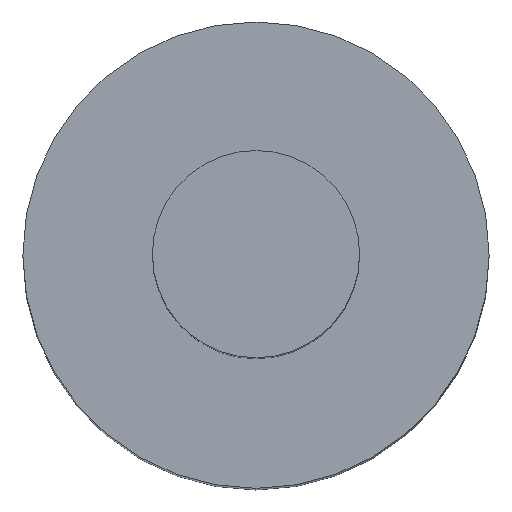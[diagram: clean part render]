
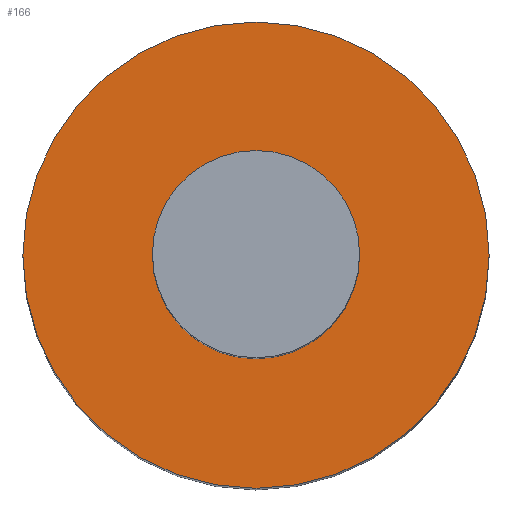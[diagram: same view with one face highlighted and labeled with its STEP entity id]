
A CAD part, top view. The second image highlights one B-rep face of the part: STEP entity #166.
In plain terms, the highlighted planar face has unit normal (0, 0, 1).
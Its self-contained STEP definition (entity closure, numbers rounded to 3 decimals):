
#38=FACE_BOUND('',#55,.T.);
#43=FACE_OUTER_BOUND('',#54,.T.);
#54=EDGE_LOOP('',(#126,#127));
#55=EDGE_LOOP('',(#128));
#68=CIRCLE('',#200,4.);
#69=CIRCLE('',#203,9.);
#70=CIRCLE('',#204,9.);
#84=VERTEX_POINT('',#291);
#85=VERTEX_POINT('',#296);
#86=VERTEX_POINT('',#297);
#101=EDGE_CURVE('',#84,#84,#68,.T.);
#102=EDGE_CURVE('',#85,#86,#69,.T.);
#103=EDGE_CURVE('',#86,#85,#70,.T.);
#126=ORIENTED_EDGE('',*,*,#102,.F.);
#127=ORIENTED_EDGE('',*,*,#103,.F.);
#128=ORIENTED_EDGE('',*,*,#101,.T.);
#160=PLANE('',#202);
#166=ADVANCED_FACE('',(#43,#38),#160,.T.);
#200=AXIS2_PLACEMENT_3D('',#293,#236,#237);
#202=AXIS2_PLACEMENT_3D('',#295,#240,#241);
#203=AXIS2_PLACEMENT_3D('',#298,#242,#243);
#204=AXIS2_PLACEMENT_3D('',#299,#244,#245);
#236=DIRECTION('center_axis',(0.,0.,-1.));
#237=DIRECTION('ref_axis',(1.,0.,0.));
#240=DIRECTION('center_axis',(0.,0.,1.));
#241=DIRECTION('ref_axis',(1.,0.,0.));
#242=DIRECTION('center_axis',(0.,0.,-1.));
#243=DIRECTION('ref_axis',(1.,0.,0.));
#244=DIRECTION('center_axis',(0.,0.,-1.));
#245=DIRECTION('ref_axis',(1.,0.,0.));
#291=CARTESIAN_POINT('',(1.536,15.217,17.289));
#293=CARTESIAN_POINT('Origin',(5.536,15.217,17.289));
#295=CARTESIAN_POINT('Origin',(5.536,24.217,17.289));
#296=CARTESIAN_POINT('',(5.536,24.217,17.289));
#297=CARTESIAN_POINT('',(5.536,6.217,17.289));
#298=CARTESIAN_POINT('Origin',(5.536,15.217,17.289));
#299=CARTESIAN_POINT('Origin',(5.536,15.217,17.289));
